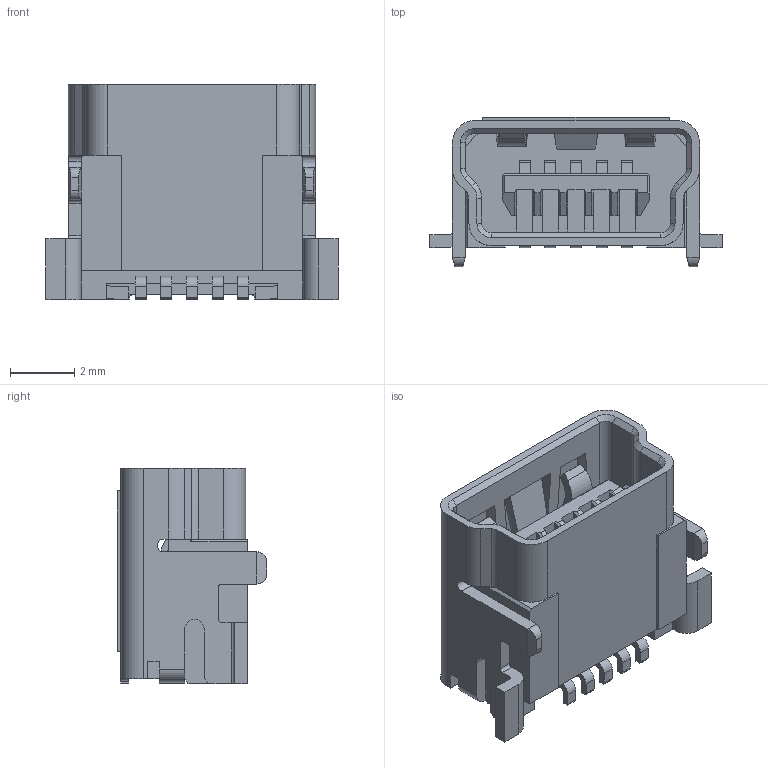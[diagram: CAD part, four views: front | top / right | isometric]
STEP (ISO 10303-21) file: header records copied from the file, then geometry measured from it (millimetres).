
FILE_DESCRIPTION (( 'STEP AP214' ), '1' );
FILE_NAME ('513870530.STEP', '2012-04-04T20:38:04', ( 'JFDuval' ), ( '' ), 'SwSTEP 2.0', 'SolidWorks 2010', '' );
FILE_SCHEMA (( 'AUTOMOTIVE_DESIGN' ));
Length unit declared in the file: millimetre
Products named in the file (1): 513870530
Bounding box: 9.1 x 4.65 x 6.7 mm (x, y, z)
Volume: 94.7 mm3; surface area: 482.9 mm2
Topology: 1 solids, 1 shells, 387 faces, 1070 edges, 690 vertices
Faces by surface type: plane 280, cylinder 81, bspline 18, cone 8
Entity records: 12758 total; most frequent: CARTESIAN_POINT 2870, ORIENTED_EDGE 2140, DIRECTION 1908, EDGE_CURVE 1070, VECTOR 868, LINE 868, VERTEX_POINT 690, AXIS2_PLACEMENT_3D 520
